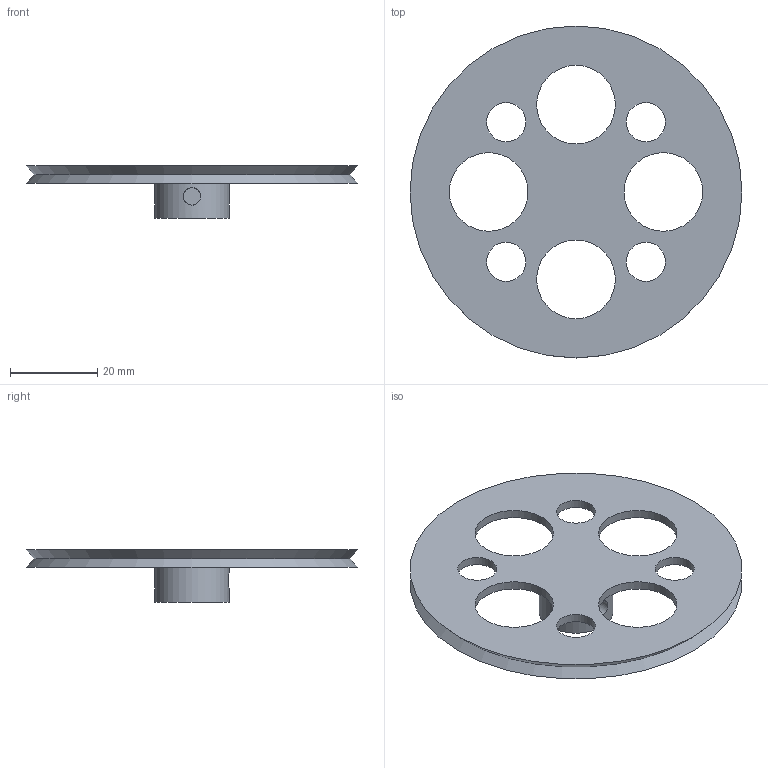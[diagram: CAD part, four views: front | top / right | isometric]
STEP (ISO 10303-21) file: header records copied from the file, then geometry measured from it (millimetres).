
FILE_DESCRIPTION(('FreeCAD Model'),'2;1');
FILE_NAME('Open CASCADE Shape Model','2021-06-12T19:27:04',('Author'),( ''),'Open CASCADE STEP processor 7.4','FreeCAD','Unknown');
FILE_SCHEMA(('AUTOMOTIVE_DESIGN { 1 0 10303 214 1 1 1 1 }'));
Length unit declared in the file: millimetre
Products named in the file (1): Cut004
Bounding box: 76 x 76 x 12 mm (x, y, z)
Volume: 10209.5 mm3; surface area: 9471.6 mm2
Topology: 1 solids, 1 shells, 29 faces, 71 edges, 47 vertices
Faces by surface type: plane 13, cylinder 13, cone 3
Full cylindrical faces by diameter (mm): 4 x2, 9 x4, 17 x1, 18 x4
Entity records: 2114 total; most frequent: CARTESIAN_POINT 659, DIRECTION 260, ORIENTED_EDGE 142, PCURVE 142, DEFINITIONAL_REPRESENTATION 142, LINE 128, VECTOR 128, EDGE_CURVE 71
